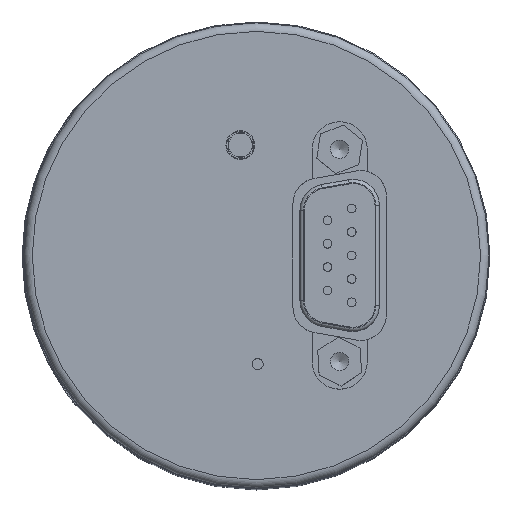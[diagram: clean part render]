
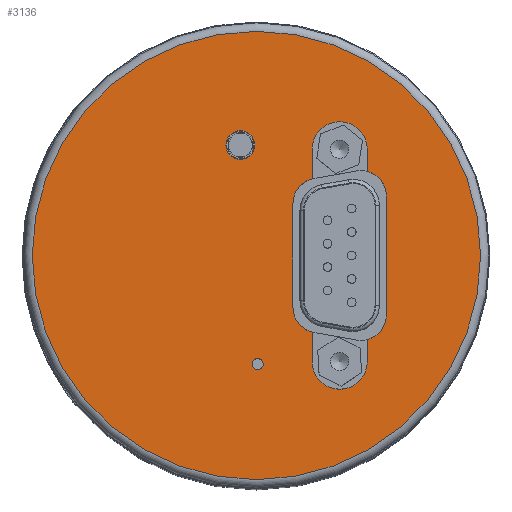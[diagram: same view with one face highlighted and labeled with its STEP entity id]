
A CAD part, top view. The second image highlights one B-rep face of the part: STEP entity #3136.
In plain terms, the highlighted planar face has unit normal (0, 0, 1).
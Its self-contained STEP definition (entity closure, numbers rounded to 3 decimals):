
#100=FACE_BOUND('',#938,.T.);
#101=FACE_BOUND('',#939,.T.);
#102=FACE_BOUND('',#940,.T.);
#230=LINE('',#5219,#423);
#231=LINE('',#5223,#424);
#232=LINE('',#5227,#425);
#233=LINE('',#5231,#426);
#234=LINE('',#5235,#427);
#235=LINE('',#5239,#428);
#423=VECTOR('',#4266,2.595);
#424=VECTOR('',#4269,3.477);
#425=VECTOR('',#4272,12.237);
#426=VECTOR('',#4275,3.477);
#427=VECTOR('',#4278,2.595);
#428=VECTOR('',#4281,14.);
#720=FACE_OUTER_BOUND('',#937,.T.);
#937=EDGE_LOOP('',(#2373));
#938=EDGE_LOOP('',(#2374,#2375,#2376,#2377,#2378,#2379,#2380,#2381,#2382,
#2383,#2384,#2385));
#939=EDGE_LOOP('',(#2386));
#940=EDGE_LOOP('',(#2387));
#1162=CIRCLE('',#3500,26.4);
#1163=CIRCLE('',#3501,3.25);
#1164=CIRCLE('',#3502,3.);
#1165=CIRCLE('',#3503,3.);
#1166=CIRCLE('',#3504,3.25);
#1167=CIRCLE('',#3505,3.);
#1168=CIRCLE('',#3506,3.);
#1169=CIRCLE('',#3507,1.7);
#1170=CIRCLE('',#3508,0.65);
#1390=VERTEX_POINT('',#5215);
#1391=VERTEX_POINT('',#5217);
#1392=VERTEX_POINT('',#5218);
#1393=VERTEX_POINT('',#5220);
#1394=VERTEX_POINT('',#5222);
#1395=VERTEX_POINT('',#5224);
#1396=VERTEX_POINT('',#5226);
#1397=VERTEX_POINT('',#5228);
#1398=VERTEX_POINT('',#5230);
#1399=VERTEX_POINT('',#5232);
#1400=VERTEX_POINT('',#5234);
#1401=VERTEX_POINT('',#5236);
#1402=VERTEX_POINT('',#5238);
#1403=VERTEX_POINT('',#5241);
#1404=VERTEX_POINT('',#5243);
#1746=EDGE_CURVE('',#1390,#1390,#1162,.T.);
#1747=EDGE_CURVE('',#1391,#1392,#230,.T.);
#1748=EDGE_CURVE('',#1392,#1393,#1163,.T.);
#1749=EDGE_CURVE('',#1393,#1394,#231,.T.);
#1750=EDGE_CURVE('',#1394,#1395,#1164,.T.);
#1751=EDGE_CURVE('',#1395,#1396,#232,.T.);
#1752=EDGE_CURVE('',#1396,#1397,#1165,.T.);
#1753=EDGE_CURVE('',#1397,#1398,#233,.T.);
#1754=EDGE_CURVE('',#1398,#1399,#1166,.T.);
#1755=EDGE_CURVE('',#1399,#1400,#234,.T.);
#1756=EDGE_CURVE('',#1400,#1401,#1167,.T.);
#1757=EDGE_CURVE('',#1401,#1402,#235,.T.);
#1758=EDGE_CURVE('',#1402,#1391,#1168,.T.);
#1759=EDGE_CURVE('',#1403,#1403,#1169,.T.);
#1760=EDGE_CURVE('',#1404,#1404,#1170,.T.);
#2373=ORIENTED_EDGE('',*,*,#1746,.F.);
#2374=ORIENTED_EDGE('',*,*,#1747,.T.);
#2375=ORIENTED_EDGE('',*,*,#1748,.T.);
#2376=ORIENTED_EDGE('',*,*,#1749,.T.);
#2377=ORIENTED_EDGE('',*,*,#1750,.T.);
#2378=ORIENTED_EDGE('',*,*,#1751,.T.);
#2379=ORIENTED_EDGE('',*,*,#1752,.T.);
#2380=ORIENTED_EDGE('',*,*,#1753,.T.);
#2381=ORIENTED_EDGE('',*,*,#1754,.T.);
#2382=ORIENTED_EDGE('',*,*,#1755,.T.);
#2383=ORIENTED_EDGE('',*,*,#1756,.T.);
#2384=ORIENTED_EDGE('',*,*,#1757,.T.);
#2385=ORIENTED_EDGE('',*,*,#1758,.T.);
#2386=ORIENTED_EDGE('',*,*,#1759,.T.);
#2387=ORIENTED_EDGE('',*,*,#1760,.T.);
#2769=PLANE('',#3499);
#3136=ADVANCED_FACE('',(#720,#100,#101,#102),#2769,.T.);
#3499=AXIS2_PLACEMENT_3D('',#5214,#4262,#4263);
#3500=AXIS2_PLACEMENT_3D('',#5216,#4264,#4265);
#3501=AXIS2_PLACEMENT_3D('',#5221,#4267,#4268);
#3502=AXIS2_PLACEMENT_3D('',#5225,#4270,#4271);
#3503=AXIS2_PLACEMENT_3D('',#5229,#4273,#4274);
#3504=AXIS2_PLACEMENT_3D('',#5233,#4276,#4277);
#3505=AXIS2_PLACEMENT_3D('',#5237,#4279,#4280);
#3506=AXIS2_PLACEMENT_3D('',#5240,#4282,#4283);
#3507=AXIS2_PLACEMENT_3D('',#5242,#4284,#4285);
#3508=AXIS2_PLACEMENT_3D('',#5244,#4286,#4287);
#4262=DIRECTION('center_axis',(0.,0.,
1.));
#4263=DIRECTION('ref_axis',(-1.,0.,0.));
#4264=DIRECTION('center_axis',(0.,0.,
-1.));
#4265=DIRECTION('ref_axis',(0.,-1.,0.));
#4266=DIRECTION('',(0.,-1.,0.));
#4267=DIRECTION('center_axis',(0.,0.,
-1.));
#4268=DIRECTION('ref_axis',(0.,1.,0.));
#4269=DIRECTION('',(0.,1.,0.));
#4270=DIRECTION('center_axis',(0.,0.,
-1.));
#4271=DIRECTION('ref_axis',(-1.,0.,0.));
#4272=DIRECTION('',(0.,1.,0.));
#4273=DIRECTION('center_axis',(0.,0.,
-1.));
#4274=DIRECTION('ref_axis',(-0.174,0.985,0.));
#4275=DIRECTION('',(0.,1.,0.));
#4276=DIRECTION('center_axis',(0.,0.,
-1.));
#4277=DIRECTION('ref_axis',(0.,1.,0.));
#4278=DIRECTION('',(0.,-1.,0.));
#4279=DIRECTION('center_axis',(0.,0.,
-1.));
#4280=DIRECTION('ref_axis',(1.,0.,0.));
#4281=DIRECTION('',(0.,-1.,0.));
#4282=DIRECTION('center_axis',(0.,0.,
-1.));
#4283=DIRECTION('ref_axis',(-0.174,-0.985,0.));
#4284=DIRECTION('center_axis',(0.,0.,
-1.));
#4285=DIRECTION('ref_axis',(0.,-1.,0.));
#4286=DIRECTION('center_axis',(0.,0.,
-1.));
#4287=DIRECTION('ref_axis',(0.,1.,0.));
#5214=CARTESIAN_POINT('Origin',(0.,13.7,98.7));
#5215=CARTESIAN_POINT('',(26.4,0.,98.7));
#5216=CARTESIAN_POINT('Origin',(0.,0.,
98.7));
#5217=CARTESIAN_POINT('',(13.05,-9.905,98.7));
#5218=CARTESIAN_POINT('',(13.05,-12.5,98.7));
#5219=CARTESIAN_POINT('',(13.05,13.1,98.7));
#5220=CARTESIAN_POINT('',(6.55,-12.5,98.7));
#5221=CARTESIAN_POINT('Origin',(9.8,-12.5,98.7));
#5222=CARTESIAN_POINT('',(6.55,-9.023,98.7));
#5223=CARTESIAN_POINT('',(6.55,0.6,98.7));
#5224=CARTESIAN_POINT('',(4.3,-6.118,98.7));
#5225=CARTESIAN_POINT('Origin',(7.3,-6.118,98.7));
#5226=CARTESIAN_POINT('',(4.3,6.118,98.7));
#5227=CARTESIAN_POINT('',(4.3,3.791,98.7));
#5228=CARTESIAN_POINT('',(6.55,9.023,98.7));
#5229=CARTESIAN_POINT('Origin',(7.3,6.118,98.7));
#5230=CARTESIAN_POINT('',(6.55,12.5,98.7));
#5231=CARTESIAN_POINT('',(6.55,0.6,98.7));
#5232=CARTESIAN_POINT('',(13.05,12.5,98.7));
#5233=CARTESIAN_POINT('Origin',(9.8,12.5,98.7));
#5234=CARTESIAN_POINT('',(13.05,9.905,98.7));
#5235=CARTESIAN_POINT('',(13.05,13.1,98.7));
#5236=CARTESIAN_POINT('',(15.3,7.,98.7));
#5237=CARTESIAN_POINT('Origin',(12.3,7.,98.7));
#5238=CARTESIAN_POINT('',(15.3,-7.,98.7));
#5239=CARTESIAN_POINT('',(15.3,10.35,98.7));
#5240=CARTESIAN_POINT('Origin',(12.3,-7.,98.7));
#5241=CARTESIAN_POINT('',(-1.895,14.7,98.7));
#5242=CARTESIAN_POINT('Origin',(-1.895,13.,98.7));
#5243=CARTESIAN_POINT('',(0.15,-13.45,98.7));
#5244=CARTESIAN_POINT('Origin',(0.15,-12.8,98.7));
